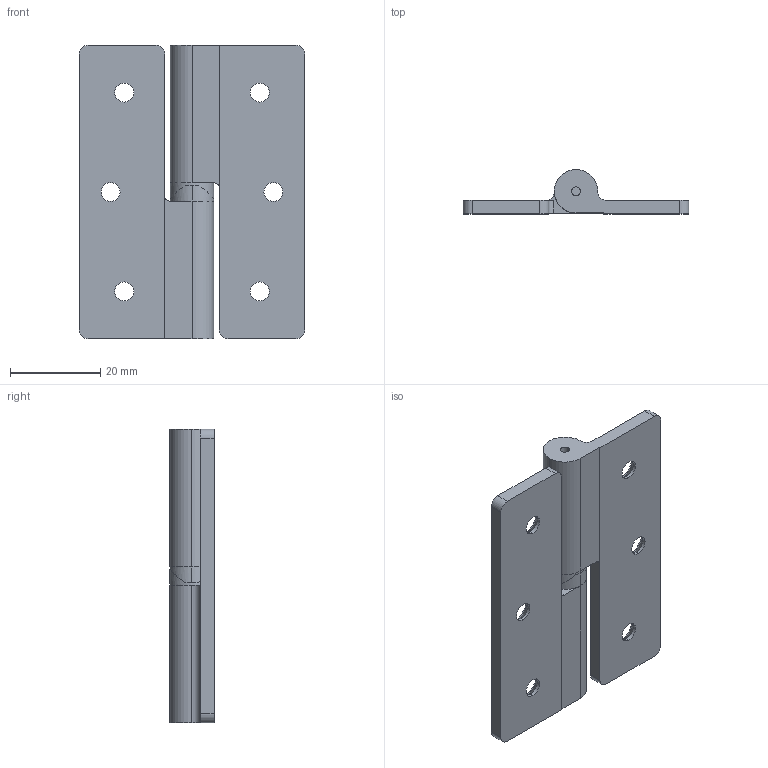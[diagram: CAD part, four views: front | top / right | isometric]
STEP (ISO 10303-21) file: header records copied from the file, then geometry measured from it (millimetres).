
FILE_DESCRIPTION (( 'STEP AP203' ), '1' );
FILE_NAME ('B-167-3-L.STEP', '2011-10-03T06:30:02', ( '' ), ( '' ), 'SwSTEP 2.0', 'SolidWorks 2011', '' );
FILE_SCHEMA (( 'CONFIG_CONTROL_DESIGN' ));
Length unit declared in the file: millimetre
Products named in the file (6): B-167-3-L; B-167-3-L僽僢僔儏B_; B-167-3-L僽僢僔儏A_; B-167-3-Lピン_; B-167-3-L僸儞僕B_; B-167-3-L僸儞僕A_
Assembly tree (5 placements, depth 2):
  B-167-3-L
    B-167-3-L僸儞僕A_
    B-167-3-L僽僢僔儏A_
    B-167-3-L僽僢僔儏B_
    B-167-3-Lピン_
    B-167-3-L僸儞僕B_
Bounding box: 50 x 9.8 x 65 mm (x, y, z)
Volume: 11476.7 mm3; surface area: 11282.4 mm2
Topology: 5 solids, 5 shells, 122 faces, 293 edges, 184 vertices
Faces by surface type: cylinder 61, plane 33, cone 16, bspline 8, torus 4
Entity records: 4561 total; most frequent: CARTESIAN_POINT 999, DIRECTION 661, ORIENTED_EDGE 586, EDGE_CURVE 293, AXIS2_PLACEMENT_3D 270, VERTEX_POINT 184, CIRCLE 148, EDGE_LOOP 143
